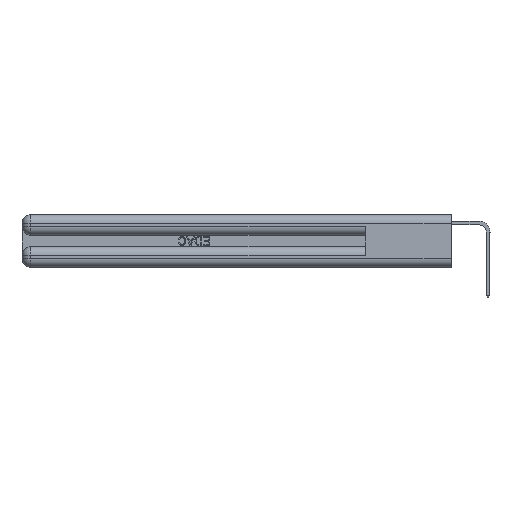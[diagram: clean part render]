
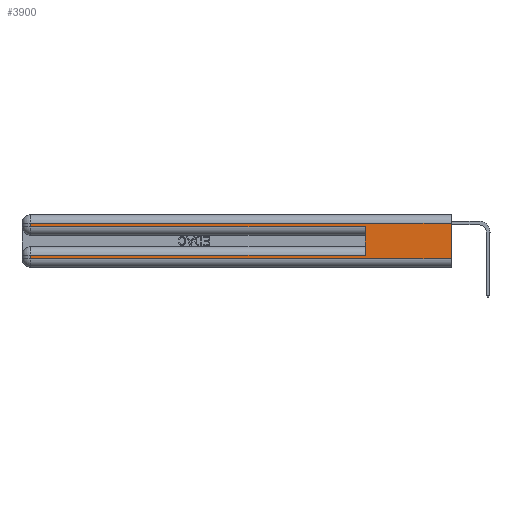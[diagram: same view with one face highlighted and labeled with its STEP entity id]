
A CAD part, left-side view. The second image highlights one B-rep face of the part: STEP entity #3900.
In plain terms, the highlighted planar face has unit normal (-1, 0, 0).
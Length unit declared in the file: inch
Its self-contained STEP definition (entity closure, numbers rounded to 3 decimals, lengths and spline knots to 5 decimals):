
#456 = ORIENTED_EDGE ( 'NONE', *, *, #1131, .T. ) ;
#486 = ORIENTED_EDGE ( 'NONE', *, *, #21205, .F. ) ;
#589 = LINE ( 'NONE', #30342, #18666 ) ;
#1054 = ORIENTED_EDGE ( 'NONE', *, *, #27835, .F. ) ;
#1131 = EDGE_CURVE ( 'NONE', #24504, #3816, #19399, .T. ) ;
#1376 = VECTOR ( 'NONE', #1612, 39.37008 ) ;
#1427 = VECTOR ( 'NONE', #12523, 39.37008 ) ;
#1612 = DIRECTION ( 'NONE',  ( 0., 0., -1. ) ) ;
#1940 = CARTESIAN_POINT ( 'NONE',  ( 0., 0., 0.37 ) ) ;
#1981 = ORIENTED_EDGE ( 'NONE', *, *, #24142, .T. ) ;
#2083 = CARTESIAN_POINT ( 'NONE',  ( 0., 0., 0.285 ) ) ;
#2350 = DIRECTION ( 'NONE',  ( 0., 1., 0. ) ) ;
#2915 = LINE ( 'NONE', #14874, #1427 ) ;
#3816 = VERTEX_POINT ( 'NONE', #18182 ) ;
#3900 = ADVANCED_FACE ( 'NONE', ( #22639 ), #23057, .F. ) ;
#4211 = VERTEX_POINT ( 'NONE', #5574 ) ;
#5574 = CARTESIAN_POINT ( 'NONE',  ( 0., 2.94, 0.06 ) ) ;
#5767 = CARTESIAN_POINT ( 'NONE',  ( 0., 0., 0.06 ) ) ;
#7208 = DIRECTION ( 'NONE',  ( 0., 0., -1. ) ) ;
#7524 = VECTOR ( 'NONE', #16204, 39.37008 ) ;
#7843 = VERTEX_POINT ( 'NONE', #20545 ) ;
#8537 = CARTESIAN_POINT ( 'NONE',  ( 0., 0., 0.06 ) ) ;
#8665 = LINE ( 'NONE', #10585, #14931 ) ;
#8740 = CARTESIAN_POINT ( 'NONE',  ( 0., 2.94, 0.37 ) ) ;
#9588 = VERTEX_POINT ( 'NONE', #20380 ) ;
#9821 = ORIENTED_EDGE ( 'NONE', *, *, #13268, .T. ) ;
#10585 = CARTESIAN_POINT ( 'NONE',  ( 0., 0.6, 0.145 ) ) ;
#11213 = VECTOR ( 'NONE', #22098, 39.37008 ) ;
#11258 = EDGE_CURVE ( 'NONE', #9588, #24504, #16975, .T. ) ;
#11297 = EDGE_LOOP ( 'NONE', ( #486, #16290, #456, #26707, #1054, #9821, #1981, #19051 ) ) ;
#12523 = DIRECTION ( 'NONE',  ( 0., 0., -1. ) ) ;
#13268 = EDGE_CURVE ( 'NONE', #14512, #7843, #589, .T. ) ;
#13699 = VERTEX_POINT ( 'NONE', #8537 ) ;
#13790 = CARTESIAN_POINT ( 'NONE',  ( 0., 2.94, 0.31 ) ) ;
#13849 = DIRECTION ( 'NONE',  ( 1., 0., 0. ) ) ;
#14512 = VERTEX_POINT ( 'NONE', #17096 ) ;
#14874 = CARTESIAN_POINT ( 'NONE',  ( 0., 0., 0.37 ) ) ;
#14931 = VECTOR ( 'NONE', #26871, 39.37008 ) ;
#15808 = EDGE_CURVE ( 'NONE', #4211, #13699, #29030, .T. ) ;
#16204 = DIRECTION ( 'NONE',  ( 0., -1., 0. ) ) ;
#16290 = ORIENTED_EDGE ( 'NONE', *, *, #11258, .T. ) ;
#16975 = LINE ( 'NONE', #23375, #22416 ) ;
#17096 = CARTESIAN_POINT ( 'NONE',  ( 0., 0.6, 0.085 ) ) ;
#18182 = CARTESIAN_POINT ( 'NONE',  ( 0., 2.94, 0.285 ) ) ;
#18488 = EDGE_CURVE ( 'NONE', #3816, #25973, #26095, .T. ) ;
#18666 = VECTOR ( 'NONE', #2350, 39.37008 ) ;
#18948 = CARTESIAN_POINT ( 'NONE',  ( 0., 2.94, 0.37 ) ) ;
#19051 = ORIENTED_EDGE ( 'NONE', *, *, #15808, .T. ) ;
#19399 = LINE ( 'NONE', #8740, #1376 ) ;
#20380 = CARTESIAN_POINT ( 'NONE',  ( 0., 0., 0.31 ) ) ;
#20545 = CARTESIAN_POINT ( 'NONE',  ( 0., 2.94, 0.085 ) ) ;
#21012 = AXIS2_PLACEMENT_3D ( 'NONE', #1940, #13849, #30032 ) ;
#21205 = EDGE_CURVE ( 'NONE', #9588, #13699, #2915, .T. ) ;
#22098 = DIRECTION ( 'NONE',  ( 0., -1., 0. ) ) ;
#22416 = VECTOR ( 'NONE', #28032, 39.37008 ) ;
#22639 = FACE_OUTER_BOUND ( 'NONE', #11297, .T. ) ;
#23057 = PLANE ( 'NONE',  #21012 ) ;
#23375 = CARTESIAN_POINT ( 'NONE',  ( 0., 0., 0.31 ) ) ;
#24142 = EDGE_CURVE ( 'NONE', #7843, #4211, #27082, .T. ) ;
#24504 = VERTEX_POINT ( 'NONE', #13790 ) ;
#25869 = CARTESIAN_POINT ( 'NONE',  ( 0., 0.6, 0.285 ) ) ;
#25973 = VERTEX_POINT ( 'NONE', #25869 ) ;
#26095 = LINE ( 'NONE', #2083, #7524 ) ;
#26343 = VECTOR ( 'NONE', #7208, 39.37008 ) ;
#26707 = ORIENTED_EDGE ( 'NONE', *, *, #18488, .T. ) ;
#26871 = DIRECTION ( 'NONE',  ( 0., 0., 1. ) ) ;
#27082 = LINE ( 'NONE', #18948, #26343 ) ;
#27835 = EDGE_CURVE ( 'NONE', #14512, #25973, #8665, .T. ) ;
#28032 = DIRECTION ( 'NONE',  ( 0., 1., 0. ) ) ;
#29030 = LINE ( 'NONE', #5767, #11213 ) ;
#30032 = DIRECTION ( 'NONE',  ( 0., 0., -1. ) ) ;
#30342 = CARTESIAN_POINT ( 'NONE',  ( 0., 0., 0.085 ) ) ;
